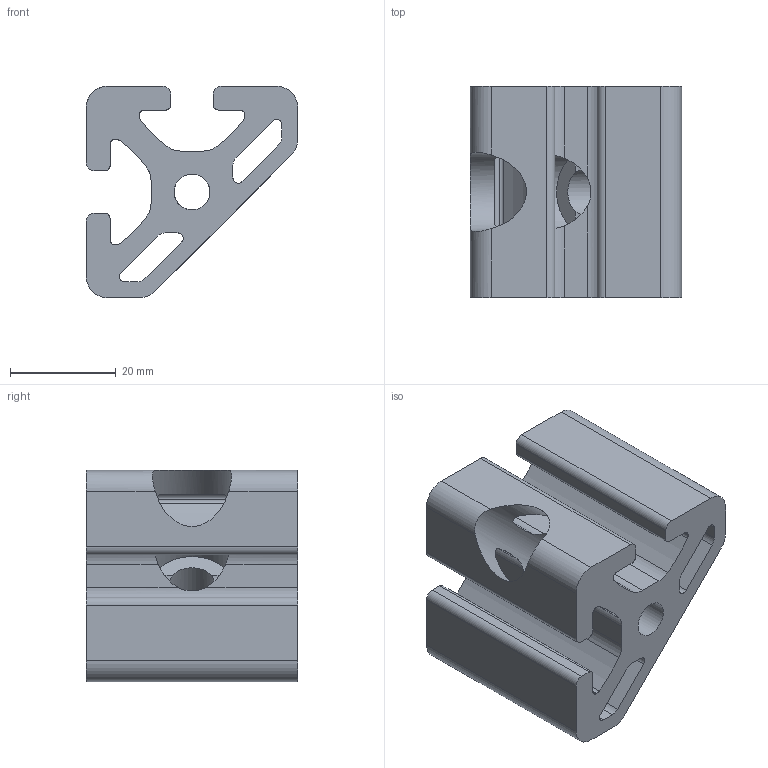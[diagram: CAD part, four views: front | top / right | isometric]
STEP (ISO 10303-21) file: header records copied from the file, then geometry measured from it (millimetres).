
FILE_DESCRIPTION( ( 'STEP AP214' ), '1' );
FILE_NAME( 'K1048.084040.stp', '2020-12-10T09:27:03', ( '' ), ( '' ), ' ', 'PARTsolutions', ' ' );
FILE_SCHEMA( ( 'AUTOMOTIVE_DESIGN { 1 0 10303 214 1 1 1 1 }' ) );
Length unit declared in the file: millimetre
Products named in the file (1): _K1048.084040
Bounding box: 40 x 40 x 40 mm (x, y, z)
Volume: 26115.3 mm3; surface area: 13423.5 mm2
Topology: 1 solids, 1 shells, 90 faces, 281 edges, 187 vertices
Faces by surface type: cylinder 51, plane 39
Full cylindrical faces by diameter (mm): 6.8 x2, 9 x1, 15 x1
Entity records: 4034 total; most frequent: CARTESIAN_POINT 826, ORIENTED_EDGE 534, DIRECTION 516, EDGE_CURVE 267, AXIS2_PLACEMENT_3D 185, VERTEX_POINT 179, LINE 146, VECTOR 146
